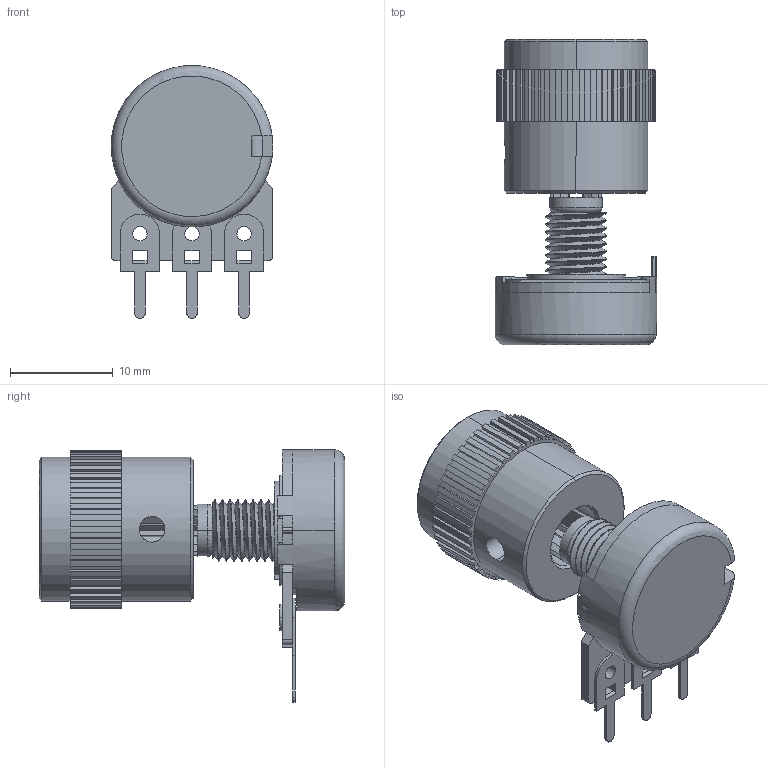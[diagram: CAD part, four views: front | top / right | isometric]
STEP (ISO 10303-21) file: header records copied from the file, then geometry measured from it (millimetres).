
FILE_DESCRIPTION(('FreeCAD Model'),'2;1');
FILE_NAME( '9A5EF828-374E-4F69-BEAB-8F9F0A49BA94_sp_sp.step', '2017-09-27T21:53:48',('kicad StepUp'),('ksu MCAD'), 'Open CASCADE STEP processor 6.8','FreeCAD','Unknown');
FILE_SCHEMA(('AUTOMOTIVE_DESIGN_CC2 { 1 2 10303 214 -1 1 5 4 }'));
Length unit declared in the file: millimetre
Products named in the file (2): ASSEMBLY; 9A5EF828-374E-4F69-BEAB-8F9F0A49BA94_sp_sp
Assembly tree (1 placements, depth 2):
  ASSEMBLY
    9A5EF828-374E-4F69-BEAB-8F9F0A49BA94_sp_sp
Bounding box: 15.75 x 29.78 x 24.62 mm (x, y, z)
Volume: 3620 mm3; surface area: 3059.9 mm2
Topology: 2 solids, 2 shells, 500 faces, 1352 edges, 858 vertices
Faces by surface type: plane 261, cylinder 198, cone 24, bspline 6, sphere 6, torus 5
Entity records: 20819 total; most frequent: CARTESIAN_POINT 4696, ORIENTED_EDGE 2708, DIRECTION 2635, EDGE_CURVE 1348, AXIS2_PLACEMENT_3D 909, VERTEX_POINT 858, LINE 817, VECTOR 817
